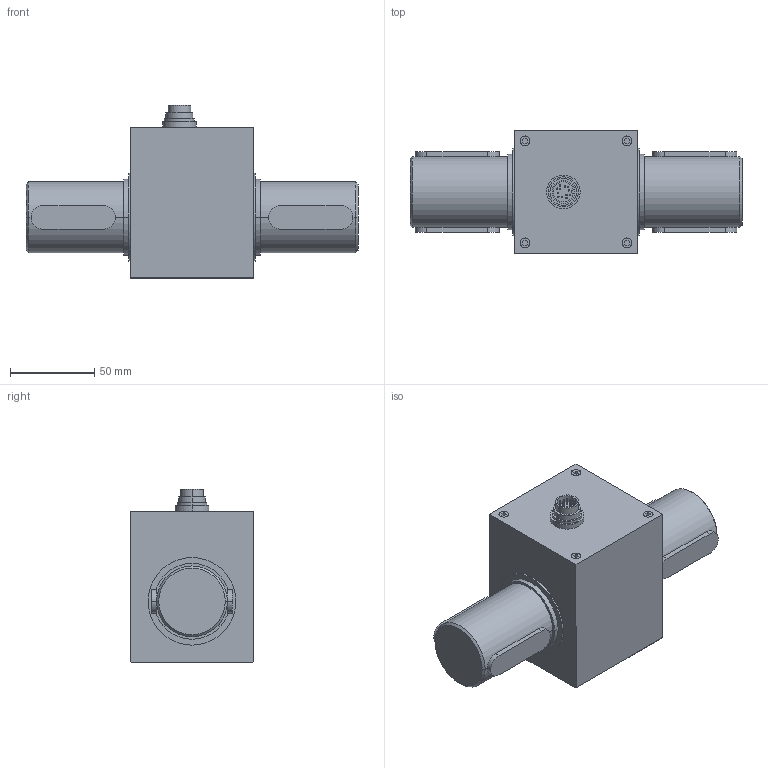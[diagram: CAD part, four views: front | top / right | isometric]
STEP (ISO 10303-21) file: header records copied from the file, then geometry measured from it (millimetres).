
FILE_DESCRIPTION((''),'2;1');
FILE_NAME('TRS605 500- 1000 N-m.stp','2010-12-13T15:50:05',(''),(''),'Mechanical Desktop 2008','Mechanical Desktop 2008',', , ');
FILE_SCHEMA(('CONFIG_CONTROL_DESIGN'));
Length unit declared in the file: inch
Products named in the file (4): TRS605 500- 1000 N-M; PART1; 26; NEWDWG
Assembly tree (345 placements, depth 3):
  TRS605 500- 1000 N-M
    PART1
    26  x308
    NEWDWG  x14
      26
Bounding box: 197 x 73 x 103.03 mm (x, y, z)
Volume: 659261.3 mm3; surface area: 64671.9 mm2
Topology: 5 solids, 14 shells, 245 faces, 546 edges, 344 vertices
Faces by surface type: cylinder 112, plane 105, cone 28
Entity records: 9861 total; most frequent: DIRECTION 1980, CARTESIAN_POINT 1633, ORIENTED_EDGE 1092, AXIS2_PLACEMENT_3D 851, EDGE_CURVE 546, PRODUCT_DEFINITION_SHAPE 349, ITEM_DEFINED_TRANSFORMATION 345, NEXT_ASSEMBLY_USAGE_OCCURRENCE 345
